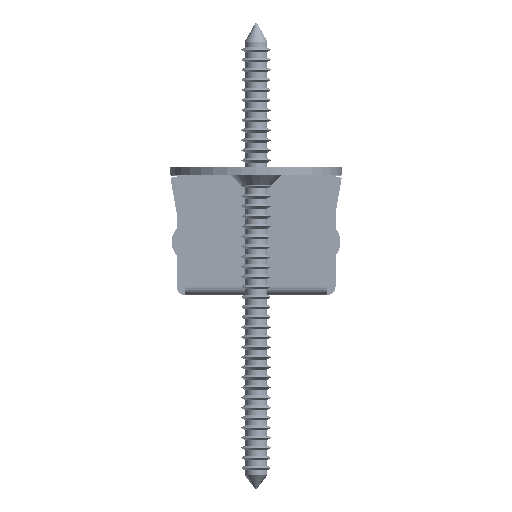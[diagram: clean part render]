
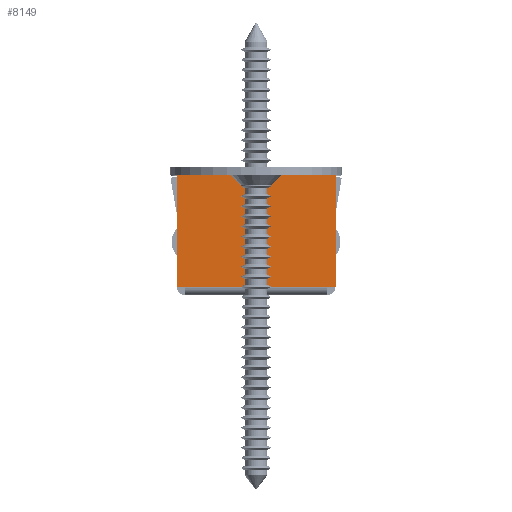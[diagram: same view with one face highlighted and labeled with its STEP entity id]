
A CAD part, front view. The second image highlights one B-rep face of the part: STEP entity #8149.
In plain terms, the highlighted planar face has unit normal (0, -1, 0).
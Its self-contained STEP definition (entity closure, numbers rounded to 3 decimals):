
#3665 = CARTESIAN_POINT ( 'NONE',  ( -11.05, -352.5, 16.7 ) ) ;
#4835 = LINE ( 'NONE', #5343, #60751 ) ;
#5343 = CARTESIAN_POINT ( 'NONE',  ( -11.05, -352.5, 0. ) ) ;
#5587 = LINE ( 'NONE', #57550, #79670 ) ;
#5980 = DIRECTION ( 'NONE',  ( -1., 0., 0. ) ) ;
#8149 = ADVANCED_FACE ( 'NONE', ( #58921 ), #89107, .F. ) ;
#9135 = EDGE_CURVE ( 'NONE', #58423, #19638, #57086, .T. ) ;
#12040 = DIRECTION ( 'NONE',  ( 1., 0., 0. ) ) ;
#13385 = LINE ( 'NONE', #51478, #91812 ) ;
#19638 = VERTEX_POINT ( 'NONE', #69340 ) ;
#24636 = ORIENTED_EDGE ( 'NONE', *, *, #58951, .T. ) ;
#25815 = VECTOR ( 'NONE', #94714, 1000. ) ;
#26805 = ORIENTED_EDGE ( 'NONE', *, *, #74615, .T. ) ;
#27870 = CARTESIAN_POINT ( 'NONE',  ( -11.05, -352.5, 15.5 ) ) ;
#28834 = LINE ( 'NONE', #59025, #35435 ) ;
#32672 = VERTEX_POINT ( 'NONE', #66718 ) ;
#35435 = VECTOR ( 'NONE', #12040, 1000. ) ;
#35772 = DIRECTION ( 'NONE',  ( 1., 0., 0. ) ) ;
#36189 = ORIENTED_EDGE ( 'NONE', *, *, #9135, .T. ) ;
#37552 = CARTESIAN_POINT ( 'NONE',  ( 11.05, -352.5, 0. ) ) ;
#38827 = EDGE_CURVE ( 'NONE', #48909, #85287, #69469, .T. ) ;
#39750 = CARTESIAN_POINT ( 'NONE',  ( 11.05, -352.5, 16.7 ) ) ;
#44062 = DIRECTION ( 'NONE',  ( 0., 1., 0. ) ) ;
#48909 = VERTEX_POINT ( 'NONE', #37552 ) ;
#51383 = AXIS2_PLACEMENT_3D ( 'NONE', #97029, #44062, #97520 ) ;
#51478 = CARTESIAN_POINT ( 'NONE',  ( 11.05, -352.5, 15.5 ) ) ;
#55221 = EDGE_CURVE ( 'NONE', #69041, #48909, #4835, .T. ) ;
#57086 = LINE ( 'NONE', #3665, #25815 ) ;
#57550 = CARTESIAN_POINT ( 'NONE',  ( -11.05, -352.5, 0. ) ) ;
#58284 = ORIENTED_EDGE ( 'NONE', *, *, #55221, .T. ) ;
#58423 = VERTEX_POINT ( 'NONE', #27870 ) ;
#58921 = FACE_OUTER_BOUND ( 'NONE', #90029, .T. ) ;
#58951 = EDGE_CURVE ( 'NONE', #85287, #58423, #13385, .T. ) ;
#59025 = CARTESIAN_POINT ( 'NONE',  ( -11.05, -352.5, 0. ) ) ;
#60751 = VECTOR ( 'NONE', #65204, 1000. ) ;
#65204 = DIRECTION ( 'NONE',  ( 1., 0., 0. ) ) ;
#66718 = CARTESIAN_POINT ( 'NONE',  ( -9.85, -352.5, 0. ) ) ;
#69041 = VERTEX_POINT ( 'NONE', #86014 ) ;
#69340 = CARTESIAN_POINT ( 'NONE',  ( -11.05, -352.5, 0. ) ) ;
#69469 = LINE ( 'NONE', #39750, #73951 ) ;
#73951 = VECTOR ( 'NONE', #92715, 1000. ) ;
#74615 = EDGE_CURVE ( 'NONE', #19638, #32672, #28834, .T. ) ;
#74733 = EDGE_CURVE ( 'NONE', #32672, #69041, #5587, .T. ) ;
#79670 = VECTOR ( 'NONE', #35772, 1000. ) ;
#80271 = ORIENTED_EDGE ( 'NONE', *, *, #38827, .T. ) ;
#85287 = VERTEX_POINT ( 'NONE', #88377 ) ;
#86014 = CARTESIAN_POINT ( 'NONE',  ( 9.85, -352.5, 0. ) ) ;
#88377 = CARTESIAN_POINT ( 'NONE',  ( 11.05, -352.5, 15.5 ) ) ;
#89107 = PLANE ( 'NONE',  #51383 ) ;
#90029 = EDGE_LOOP ( 'NONE', ( #24636, #36189, #26805, #93223, #58284, #80271 ) ) ;
#91812 = VECTOR ( 'NONE', #5980, 1000. ) ;
#92715 = DIRECTION ( 'NONE',  ( 0., 0., 1. ) ) ;
#93223 = ORIENTED_EDGE ( 'NONE', *, *, #74733, .T. ) ;
#94714 = DIRECTION ( 'NONE',  ( 0., 0., -1. ) ) ;
#97029 = CARTESIAN_POINT ( 'NONE',  ( -11.05, -352.5, 16.7 ) ) ;
#97520 = DIRECTION ( 'NONE',  ( 0., 0., -1. ) ) ;
